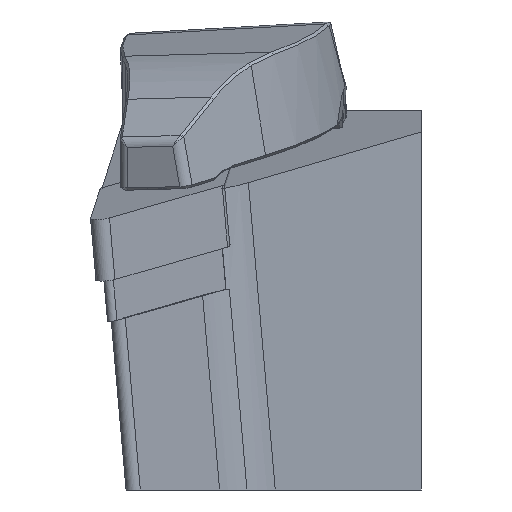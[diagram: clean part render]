
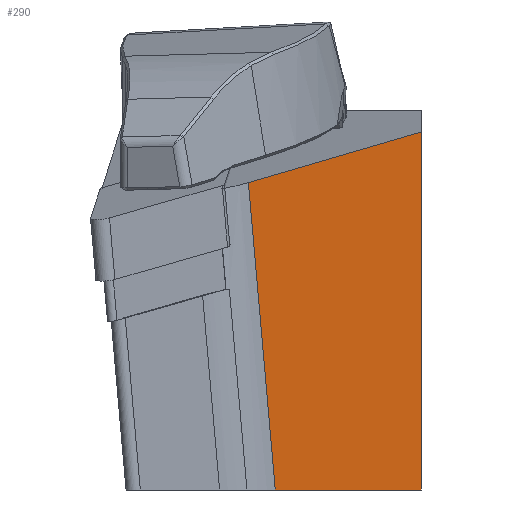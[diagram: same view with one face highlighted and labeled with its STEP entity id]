
A CAD part, left-side view. The second image highlights one B-rep face of the part: STEP entity #290.
In plain terms, the highlighted planar face has unit normal (-0.608, -0.794, -0.027).
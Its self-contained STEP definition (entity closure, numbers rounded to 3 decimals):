
#290=ADVANCED_FACE('',(#476),#410,.T.);
#410=PLANE('',#2230);
#476=FACE_OUTER_BOUND('',#601,.T.);
#601=EDGE_LOOP('',(#809,#810,#811,#812));
#809=ORIENTED_EDGE('',*,*,#1596,.F.);
#810=ORIENTED_EDGE('',*,*,#1632,.F.);
#811=ORIENTED_EDGE('',*,*,#1627,.F.);
#812=ORIENTED_EDGE('',*,*,#1575,.T.);
#1370=VERTEX_POINT('',#2872);
#1371=VERTEX_POINT('',#2874);
#1390=VERTEX_POINT('',#2944);
#1410=VERTEX_POINT('',#3008);
#1575=EDGE_CURVE('',#1371,#1370,#1890,.T.);
#1596=EDGE_CURVE('',#1390,#1370,#1904,.T.);
#1627=EDGE_CURVE('',#1371,#1410,#1927,.T.);
#1632=EDGE_CURVE('',#1410,#1390,#1932,.T.);
#1890=LINE('',#2873,#2049);
#1904=LINE('',#2945,#2063);
#1927=LINE('',#3007,#2086);
#1932=LINE('',#3017,#2091);
#2049=VECTOR('',#2390,1.);
#2063=VECTOR('',#2414,1.);
#2086=VECTOR('',#2469,1.);
#2091=VECTOR('',#2476,1.);
#2230=AXIS2_PLACEMENT_3D('',#3018,#2477,#2478);
#2390=DIRECTION('',(-0.779,0.602,-0.176));
#2414=DIRECTION('',(-0.156,0.086,0.984));
#2469=DIRECTION('',(0.045,0.,-0.999));
#2476=DIRECTION('',(-0.794,0.608,0.));
#2477=DIRECTION('',(-0.608,-0.794,-0.027));
#2478=DIRECTION('',(-0.794,0.608,0.));
#2872=CARTESIAN_POINT('',(14.837,13.009,3.103));
#2873=CARTESIAN_POINT('',(-12.739,34.334,-3.147));
#2874=CARTESIAN_POINT('',(31.659,0.,6.916));
#2944=CARTESIAN_POINT('',(18.51,10.988,-20.));
#2945=CARTESIAN_POINT('',(20.265,10.022,-31.039));
#3007=CARTESIAN_POINT('',(33.189,0.,-27.319));
#3008=CARTESIAN_POINT('',(32.862,0.,-20.));
#3017=CARTESIAN_POINT('',(37.42,-3.489,-20.));
#3018=CARTESIAN_POINT('',(37.538,-3.335,-27.125));
